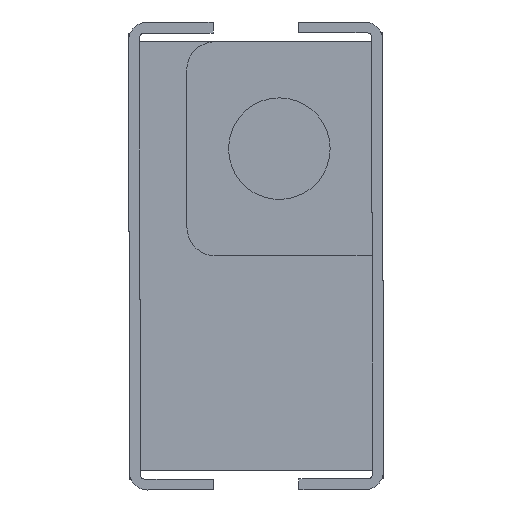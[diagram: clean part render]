
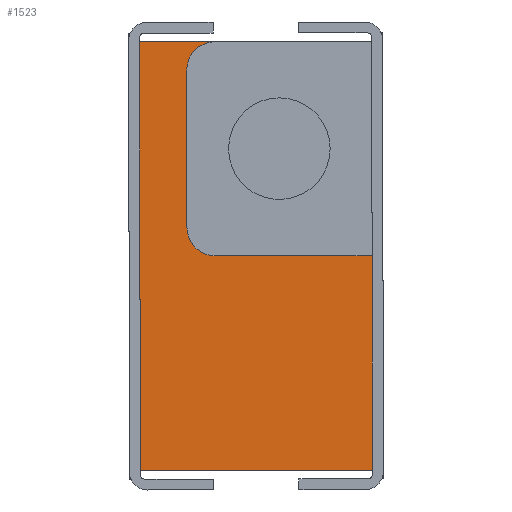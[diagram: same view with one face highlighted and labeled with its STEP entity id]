
A CAD part, left-side view. The second image highlights one B-rep face of the part: STEP entity #1523.
In plain terms, the highlighted planar face has unit normal (-1, 0, 0).
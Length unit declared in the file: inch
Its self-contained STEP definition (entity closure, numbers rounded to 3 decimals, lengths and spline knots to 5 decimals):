
#26 = VECTOR ( 'NONE', #1943, 39.37008 ) ;
#52 = VERTEX_POINT ( 'NONE', #1866 ) ;
#95 = CARTESIAN_POINT ( 'NONE',  ( 0., 0.204, -0.20475 ) ) ;
#101 = ORIENTED_EDGE ( 'NONE', *, *, #380, .F. ) ;
#130 = CARTESIAN_POINT ( 'NONE',  ( 0., 0., -0.4725 ) ) ;
#171 = LINE ( 'NONE', #1944, #1532 ) ;
#186 = VERTEX_POINT ( 'NONE', #875 ) ;
#208 = CARTESIAN_POINT ( 'NONE',  ( 0., 0.17275, -0.20475 ) ) ;
#211 = PLANE ( 'NONE',  #1232 ) ;
#244 = VECTOR ( 'NONE', #1378, 39.37008 ) ;
#279 = DIRECTION ( 'NONE',  ( 0., 1., 0. ) ) ;
#286 = CARTESIAN_POINT ( 'NONE',  ( 0., 0.17275, -0.236 ) ) ;
#293 = DIRECTION ( 'NONE',  ( 0., 0., -1. ) ) ;
#304 = VERTEX_POINT ( 'NONE', #1795 ) ;
#312 = VECTOR ( 'NONE', #279, 39.37008 ) ;
#359 = CARTESIAN_POINT ( 'NONE',  ( 0., 0., 0. ) ) ;
#368 = LINE ( 'NONE', #1084, #1210 ) ;
#371 = DIRECTION ( 'NONE',  ( 0., 1., 0. ) ) ;
#380 = EDGE_CURVE ( 'NONE', #924, #1527, #1456, .T. ) ;
#422 = EDGE_CURVE ( 'NONE', #1527, #1308, #501, .T. ) ;
#429 = LINE ( 'NONE', #1198, #1344 ) ;
#435 = VERTEX_POINT ( 'NONE', #1364 ) ;
#482 = EDGE_CURVE ( 'NONE', #1909, #924, #1279, .T. ) ;
#501 = LINE ( 'NONE', #359, #244 ) ;
#504 = CARTESIAN_POINT ( 'NONE',  ( 0., 0., -0.236 ) ) ;
#565 = EDGE_CURVE ( 'NONE', #52, #304, #1158, .T. ) ;
#648 = ORIENTED_EDGE ( 'NONE', *, *, #1758, .F. ) ;
#757 = DIRECTION ( 'NONE',  ( 0., -1., 0. ) ) ;
#762 = CARTESIAN_POINT ( 'NONE',  ( 0., 0.25591, -0.236 ) ) ;
#797 = EDGE_CURVE ( 'NONE', #304, #1909, #368, .T. ) ;
#810 = ORIENTED_EDGE ( 'NONE', *, *, #422, .F. ) ;
#833 = ORIENTED_EDGE ( 'NONE', *, *, #1226, .F. ) ;
#837 = FACE_OUTER_BOUND ( 'NONE', #1062, .T. ) ;
#851 = ORIENTED_EDGE ( 'NONE', *, *, #565, .F. ) ;
#864 = CARTESIAN_POINT ( 'NONE',  ( 0., 0.25591, -0.4725 ) ) ;
#875 = CARTESIAN_POINT ( 'NONE',  ( 0., 0.25591, 0. ) ) ;
#924 = VERTEX_POINT ( 'NONE', #286 ) ;
#940 = CARTESIAN_POINT ( 'NONE',  ( 0., 0.25591, 0. ) ) ;
#957 = DIRECTION ( 'NONE',  ( -1., 0., 0. ) ) ;
#960 = DIRECTION ( 'NONE',  ( 0., 0., -1. ) ) ;
#967 = DIRECTION ( 'NONE',  ( 1., 0., 0. ) ) ;
#990 = AXIS2_PLACEMENT_3D ( 'NONE', #208, #1228, #1509 ) ;
#1033 = ORIENTED_EDGE ( 'NONE', *, *, #482, .F. ) ;
#1062 = EDGE_LOOP ( 'NONE', ( #1033, #1732, #851, #648, #1599, #833, #810, #101 ) ) ;
#1084 = CARTESIAN_POINT ( 'NONE',  ( 0., 0.204, 0. ) ) ;
#1158 = CIRCLE ( 'NONE', #1260, 0.03125 ) ;
#1198 = CARTESIAN_POINT ( 'NONE',  ( 0., 0.25591, 0. ) ) ;
#1210 = VECTOR ( 'NONE', #1233, 39.37008 ) ;
#1226 = EDGE_CURVE ( 'NONE', #1308, #435, #1277, .T. ) ;
#1228 = DIRECTION ( 'NONE',  ( -1., 0., 0. ) ) ;
#1232 = AXIS2_PLACEMENT_3D ( 'NONE', #940, #967, #960 ) ;
#1233 = DIRECTION ( 'NONE',  ( 0., 0., -1. ) ) ;
#1260 = AXIS2_PLACEMENT_3D ( 'NONE', #1544, #957, #371 ) ;
#1272 = EDGE_CURVE ( 'NONE', #186, #435, #171, .T. ) ;
#1277 = LINE ( 'NONE', #864, #312 ) ;
#1279 = CIRCLE ( 'NONE', #990, 0.03125 ) ;
#1308 = VERTEX_POINT ( 'NONE', #130 ) ;
#1344 = VECTOR ( 'NONE', #757, 39.37008 ) ;
#1364 = CARTESIAN_POINT ( 'NONE',  ( 0., 0.25591, -0.4725 ) ) ;
#1378 = DIRECTION ( 'NONE',  ( 0., 0., -1. ) ) ;
#1456 = LINE ( 'NONE', #762, #26 ) ;
#1509 = DIRECTION ( 'NONE',  ( 0., 0., -1. ) ) ;
#1523 = ADVANCED_FACE ( 'NONE', ( #837 ), #211, .F. ) ;
#1527 = VERTEX_POINT ( 'NONE', #504 ) ;
#1532 = VECTOR ( 'NONE', #293, 39.37008 ) ;
#1544 = CARTESIAN_POINT ( 'NONE',  ( 0., 0.17275, -0.03125 ) ) ;
#1599 = ORIENTED_EDGE ( 'NONE', *, *, #1272, .T. ) ;
#1732 = ORIENTED_EDGE ( 'NONE', *, *, #797, .F. ) ;
#1758 = EDGE_CURVE ( 'NONE', #186, #52, #429, .T. ) ;
#1795 = CARTESIAN_POINT ( 'NONE',  ( 0., 0.204, -0.03125 ) ) ;
#1866 = CARTESIAN_POINT ( 'NONE',  ( 0., 0.17275, 0. ) ) ;
#1909 = VERTEX_POINT ( 'NONE', #95 ) ;
#1943 = DIRECTION ( 'NONE',  ( 0., -1., 0. ) ) ;
#1944 = CARTESIAN_POINT ( 'NONE',  ( 0., 0.25591, 0. ) ) ;
